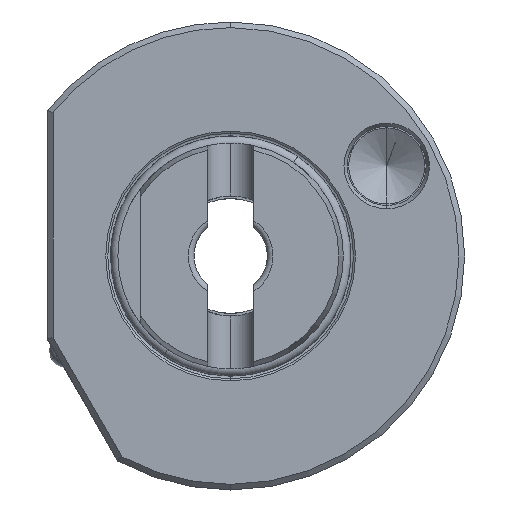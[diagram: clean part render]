
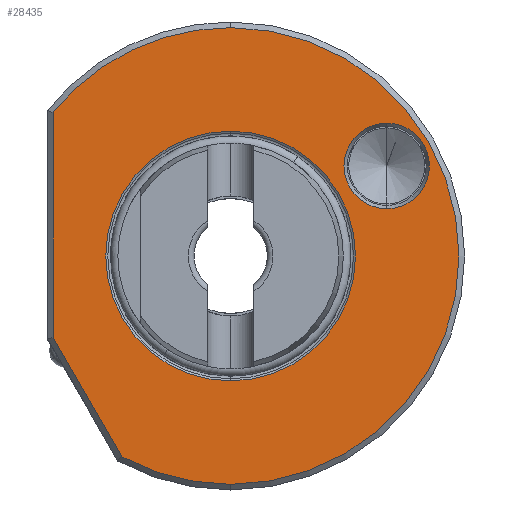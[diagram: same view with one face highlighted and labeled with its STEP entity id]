
A CAD part, left-side view. The second image highlights one B-rep face of the part: STEP entity #28435.
In plain terms, the highlighted planar face has unit normal (-1, 0, 0).
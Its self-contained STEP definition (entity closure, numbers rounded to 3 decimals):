
#6292 = CARTESIAN_POINT ( 'NONE',  ( 2., 0., 0. ) ) ;
#6297 = CARTESIAN_POINT ( 'NONE',  ( 2., 40.003, 0.287 ) ) ;
#6347 = DIRECTION ( 'NONE',  ( 0., -0.5, -0.866 ) ) ;
#6364 = DIRECTION ( 'NONE',  ( 0., 0., -1. ) ) ;
#6389 = DIRECTION ( 'NONE',  ( 1., 0., 0. ) ) ;
#11052 = DIRECTION ( 'NONE',  ( 0., 0., -1. ) ) ;
#11062 = PLANE ( 'NONE',  #32972 ) ;
#11066 = CARTESIAN_POINT ( 'NONE',  ( 2., 40.5, 0. ) ) ;
#11075 = DIRECTION ( 'NONE',  ( 1., 0., 0. ) ) ;
#11174 = EDGE_CURVE ( 'NONE', #18831, #18833, #34054, .T. ) ;
#11181 = EDGE_CURVE ( 'NONE', #19397, #19343, #34069, .T. ) ;
#11342 = CIRCLE ( 'NONE', #32824, 40.5 ) ;
#11346 = CIRCLE ( 'NONE', #32815, 7.577 ) ;
#11542 = EDGE_LOOP ( 'NONE', ( #20941, #20957, #20939, #20960, #20923 ) ) ;
#11587 = EDGE_LOOP ( 'NONE', ( #20940, #20951 ) ) ;
#11604 = EDGE_LOOP ( 'NONE', ( #20956, #20981 ) ) ;
#11975 = CARTESIAN_POINT ( 'NONE',  ( 2., 0., 0. ) ) ;
#11990 = DIRECTION ( 'NONE',  ( 1., 0., 0. ) ) ;
#12003 = DIRECTION ( 'NONE',  ( 0., 0., -1. ) ) ;
#12046 = DIRECTION ( 'NONE',  ( 0., 0., -1. ) ) ;
#12061 = CARTESIAN_POINT ( 'NONE',  ( 2., 0., 0. ) ) ;
#12072 = DIRECTION ( 'NONE',  ( 1., 0., 0. ) ) ;
#12320 = DIRECTION ( 'NONE',  ( 1., 0., 0. ) ) ;
#12344 = DIRECTION ( 'NONE',  ( 0., 0., -1. ) ) ;
#12358 = CARTESIAN_POINT ( 'NONE',  ( 2., -27.68, 15.97 ) ) ;
#15567 = EDGE_CURVE ( 'NONE', #19040, #19343, #11342, .T. ) ;
#15581 = EDGE_CURVE ( 'NONE', #18765, #18800, #11346, .T. ) ;
#15610 = EDGE_CURVE ( 'NONE', #19061, #19397, #23478, .T. ) ;
#16910 = CARTESIAN_POINT ( 'NONE',  ( 2., 19.271, -35.621 ) ) ;
#16936 = CARTESIAN_POINT ( 'NONE',  ( 2., 31.5, -14.44 ) ) ;
#18257 = FACE_BOUND ( 'NONE', #11587, .T. ) ;
#18765 = VERTEX_POINT ( 'NONE', #27733 ) ;
#18800 = VERTEX_POINT ( 'NONE', #27754 ) ;
#18831 = VERTEX_POINT ( 'NONE', #27817 ) ;
#18833 = VERTEX_POINT ( 'NONE', #27818 ) ;
#19006 = VERTEX_POINT ( 'NONE', #27854 ) ;
#19040 = VERTEX_POINT ( 'NONE', #27839 ) ;
#19061 = VERTEX_POINT ( 'NONE', #27856 ) ;
#19343 = VERTEX_POINT ( 'NONE', #16910 ) ;
#19397 = VERTEX_POINT ( 'NONE', #16936 ) ;
#20923 = ORIENTED_EDGE ( 'NONE', *, *, #33402, .F. ) ;
#20939 = ORIENTED_EDGE ( 'NONE', *, *, #15567, .F. ) ;
#20940 = ORIENTED_EDGE ( 'NONE', *, *, #33252, .T. ) ;
#20941 = ORIENTED_EDGE ( 'NONE', *, *, #15610, .T. ) ;
#20951 = ORIENTED_EDGE ( 'NONE', *, *, #15581, .T. ) ;
#20956 = ORIENTED_EDGE ( 'NONE', *, *, #33378, .T. ) ;
#20957 = ORIENTED_EDGE ( 'NONE', *, *, #11181, .T. ) ;
#20960 = ORIENTED_EDGE ( 'NONE', *, *, #33486, .F. ) ;
#20981 = ORIENTED_EDGE ( 'NONE', *, *, #11174, .T. ) ;
#23164 = AXIS2_PLACEMENT_3D ( 'NONE', #12358, #12320, #12344 ) ;
#23197 = AXIS2_PLACEMENT_3D ( 'NONE', #11975, #11990, #12003 ) ;
#23213 = AXIS2_PLACEMENT_3D ( 'NONE', #12061, #12072, #12046 ) ;
#23215 = AXIS2_PLACEMENT_3D ( 'NONE', #25514, #25524, #25495 ) ;
#23478 = LINE ( 'NONE', #27559, #23529 ) ;
#23529 = VECTOR ( 'NONE', #27527, 1000. ) ;
#24219 = CIRCLE ( 'NONE', #23164, 7.577 ) ;
#24360 = CIRCLE ( 'NONE', #23213, 40.5 ) ;
#24362 = CIRCLE ( 'NONE', #23197, 22.15 ) ;
#24492 = CIRCLE ( 'NONE', #23215, 40.5 ) ;
#25495 = DIRECTION ( 'NONE',  ( 0., 0., -1. ) ) ;
#25514 = CARTESIAN_POINT ( 'NONE',  ( 2., 0., 0. ) ) ;
#25524 = DIRECTION ( 'NONE',  ( 1., 0., 0. ) ) ;
#27342 = DIRECTION ( 'NONE',  ( 1., 0., 0. ) ) ;
#27356 = CARTESIAN_POINT ( 'NONE',  ( 2., 0., 0. ) ) ;
#27359 = DIRECTION ( 'NONE',  ( 0., 0., -1. ) ) ;
#27372 = CARTESIAN_POINT ( 'NONE',  ( 2., -27.68, 15.97 ) ) ;
#27386 = DIRECTION ( 'NONE',  ( 0., 0., -1. ) ) ;
#27401 = DIRECTION ( 'NONE',  ( 1., 0., 0. ) ) ;
#27527 = DIRECTION ( 'NONE',  ( 0., 0., -1. ) ) ;
#27559 = CARTESIAN_POINT ( 'NONE',  ( 2., 31.5, -24.166 ) ) ;
#27733 = CARTESIAN_POINT ( 'NONE',  ( 2., -27.68, 8.393 ) ) ;
#27754 = CARTESIAN_POINT ( 'NONE',  ( 2., -27.68, 23.547 ) ) ;
#27817 = CARTESIAN_POINT ( 'NONE',  ( 2., 0., -22.15 ) ) ;
#27818 = CARTESIAN_POINT ( 'NONE',  ( 2., 0., 22.15 ) ) ;
#27839 = CARTESIAN_POINT ( 'NONE',  ( 2., 0., -40.5 ) ) ;
#27854 = CARTESIAN_POINT ( 'NONE',  ( 2., 0., 40.5 ) ) ;
#27856 = CARTESIAN_POINT ( 'NONE',  ( 2., 31.5, 25.456 ) ) ;
#28435 = ADVANCED_FACE ( 'NONE', ( #34091, #18257, #34008 ), #11062, .F. ) ;
#32772 = AXIS2_PLACEMENT_3D ( 'NONE', #6292, #6389, #6364 ) ;
#32815 = AXIS2_PLACEMENT_3D ( 'NONE', #27372, #27401, #27386 ) ;
#32824 = AXIS2_PLACEMENT_3D ( 'NONE', #27356, #27342, #27359 ) ;
#32972 = AXIS2_PLACEMENT_3D ( 'NONE', #11066, #11075, #11052 ) ;
#33252 = EDGE_CURVE ( 'NONE', #18800, #18765, #24219, .T. ) ;
#33378 = EDGE_CURVE ( 'NONE', #18833, #18831, #24362, .T. ) ;
#33402 = EDGE_CURVE ( 'NONE', #19061, #19006, #24360, .T. ) ;
#33486 = EDGE_CURVE ( 'NONE', #19006, #19040, #24492, .T. ) ;
#34008 = FACE_OUTER_BOUND ( 'NONE', #11542, .T. ) ;
#34054 = CIRCLE ( 'NONE', #32772, 22.15 ) ;
#34069 = LINE ( 'NONE', #6297, #34079 ) ;
#34079 = VECTOR ( 'NONE', #6347, 1000. ) ;
#34091 = FACE_BOUND ( 'NONE', #11604, .T. ) ;
